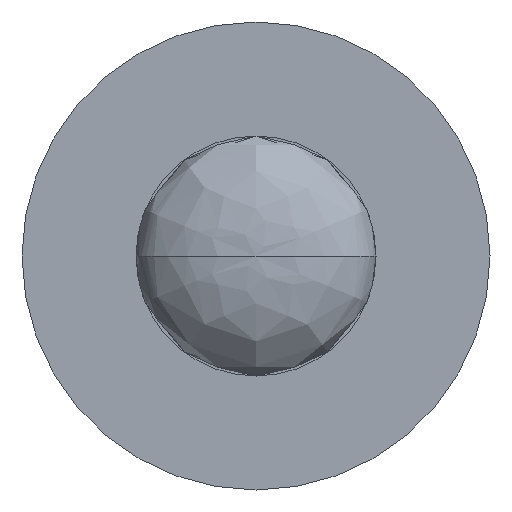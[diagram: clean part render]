
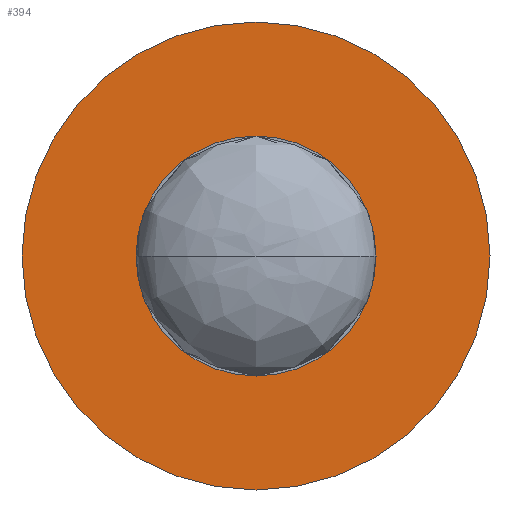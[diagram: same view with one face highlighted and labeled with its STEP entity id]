
A CAD part, front view. The second image highlights one B-rep face of the part: STEP entity #394.
In plain terms, the highlighted planar face has unit normal (0, -1, 0).
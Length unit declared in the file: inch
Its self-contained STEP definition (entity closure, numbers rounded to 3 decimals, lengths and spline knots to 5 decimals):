
#7 = CARTESIAN_POINT ( 'NONE',  ( 0., -0.33858, 0. ) ) ;
#8 = CIRCLE ( 'NONE', #435, 0.15354 ) ;
#25 = CARTESIAN_POINT ( 'NONE',  ( 0., -0.33858, -0.07874 ) ) ;
#29 = CIRCLE ( 'NONE', #267, 0.15354 ) ;
#56 = VERTEX_POINT ( 'NONE', #370 ) ;
#61 = VERTEX_POINT ( 'NONE', #25 ) ;
#69 = PLANE ( 'NONE',  #305 ) ;
#71 = AXIS2_PLACEMENT_3D ( 'NONE', #7, #166, #277 ) ;
#89 = DIRECTION ( 'NONE',  ( 0., 1., 0. ) ) ;
#98 = DIRECTION ( 'NONE',  ( 0., 1., 0. ) ) ;
#111 = EDGE_LOOP ( 'NONE', ( #342, #324 ) ) ;
#113 = CARTESIAN_POINT ( 'NONE',  ( 0., -0.33858, 0. ) ) ;
#132 = AXIS2_PLACEMENT_3D ( 'NONE', #203, #98, #243 ) ;
#137 = ORIENTED_EDGE ( 'NONE', *, *, #249, .F. ) ;
#138 = CARTESIAN_POINT ( 'NONE',  ( 0., -0.33858, 0. ) ) ;
#153 = CARTESIAN_POINT ( 'NONE',  ( 0., -0.33858, 0.15354 ) ) ;
#166 = DIRECTION ( 'NONE',  ( 0., 1., 0. ) ) ;
#169 = DIRECTION ( 'NONE',  ( 0., 0., 1. ) ) ;
#183 = FACE_BOUND ( 'NONE', #111, .T. ) ;
#185 = DIRECTION ( 'NONE',  ( 0., 1., 0. ) ) ;
#203 = CARTESIAN_POINT ( 'NONE',  ( 0., -0.33858, 0. ) ) ;
#225 = CARTESIAN_POINT ( 'NONE',  ( 0., -0.33858, 0.07874 ) ) ;
#230 = EDGE_CURVE ( 'NONE', #61, #483, #442, .T. ) ;
#243 = DIRECTION ( 'NONE',  ( 0., 0., 1. ) ) ;
#249 = EDGE_CURVE ( 'NONE', #402, #56, #29, .T. ) ;
#253 = ORIENTED_EDGE ( 'NONE', *, *, #457, .F. ) ;
#261 = EDGE_LOOP ( 'NONE', ( #137, #253 ) ) ;
#267 = AXIS2_PLACEMENT_3D ( 'NONE', #138, #89, #169 ) ;
#274 = CIRCLE ( 'NONE', #132, 0.07874 ) ;
#277 = DIRECTION ( 'NONE',  ( 0., 0., 1. ) ) ;
#305 = AXIS2_PLACEMENT_3D ( 'NONE', #377, #185, #453 ) ;
#324 = ORIENTED_EDGE ( 'NONE', *, *, #230, .T. ) ;
#331 = EDGE_CURVE ( 'NONE', #483, #61, #274, .T. ) ;
#335 = DIRECTION ( 'NONE',  ( 0., 0., 1. ) ) ;
#342 = ORIENTED_EDGE ( 'NONE', *, *, #331, .T. ) ;
#370 = CARTESIAN_POINT ( 'NONE',  ( 0., -0.33858, -0.15354 ) ) ;
#377 = CARTESIAN_POINT ( 'NONE',  ( 0.15354, -0.33858, 0. ) ) ;
#394 = ADVANCED_FACE ( 'NONE', ( #451, #183 ), #69, .F. ) ;
#402 = VERTEX_POINT ( 'NONE', #153 ) ;
#414 = DIRECTION ( 'NONE',  ( 0., 1., 0. ) ) ;
#435 = AXIS2_PLACEMENT_3D ( 'NONE', #113, #414, #335 ) ;
#442 = CIRCLE ( 'NONE', #71, 0.07874 ) ;
#451 = FACE_OUTER_BOUND ( 'NONE', #261, .T. ) ;
#453 = DIRECTION ( 'NONE',  ( 0., 0., 1. ) ) ;
#457 = EDGE_CURVE ( 'NONE', #56, #402, #8, .T. ) ;
#483 = VERTEX_POINT ( 'NONE', #225 ) ;
